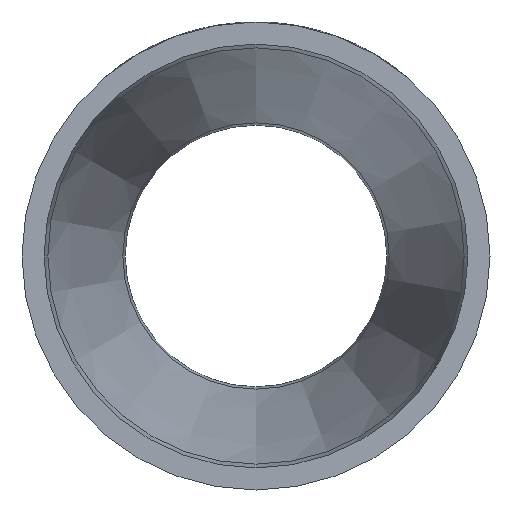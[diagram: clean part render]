
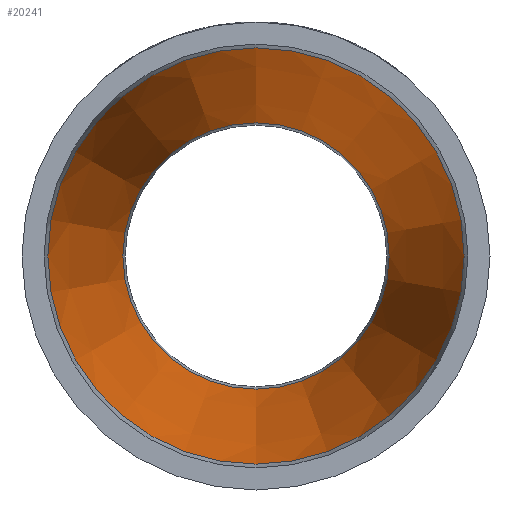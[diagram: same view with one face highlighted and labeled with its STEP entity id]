
A CAD part, front view. The second image highlights one B-rep face of the part: STEP entity #20241.
In plain terms, the highlighted conical face has half-angle 10.367 degrees and reference radius 18.857 mm.
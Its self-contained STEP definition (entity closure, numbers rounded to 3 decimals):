
#2136 = DIRECTION ( 'NONE',  ( 0., -1., 0. ) ) ;
#2585 = EDGE_CURVE ( 'NONE', #14860, #14860, #15806, .T. ) ;
#2915 = ORIENTED_EDGE ( 'NONE', *, *, #2585, .T. ) ;
#5633 = EDGE_CURVE ( 'NONE', #5749, #5749, #9738, .T. ) ;
#5749 = VERTEX_POINT ( 'NONE', #22249 ) ;
#6630 = DIRECTION ( 'NONE',  ( 0., -1., 0. ) ) ;
#6752 = DIRECTION ( 'NONE',  ( 0., -1., 0. ) ) ;
#7544 = EDGE_LOOP ( 'NONE', ( #8864 ) ) ;
#8864 = ORIENTED_EDGE ( 'NONE', *, *, #5633, .F. ) ;
#9048 = CONICAL_SURFACE ( 'NONE', #22376, 18.857, 0.181 ) ;
#9738 = CIRCLE ( 'NONE', #13152, 12.062 ) ;
#10237 = FACE_BOUND ( 'NONE', #7544, .T. ) ;
#12158 = FACE_OUTER_BOUND ( 'NONE', #21484, .T. ) ;
#13143 = CARTESIAN_POINT ( 'NONE',  ( 0., 41.763, 0. ) ) ;
#13152 = AXIS2_PLACEMENT_3D ( 'NONE', #13571, #6752, #23107 ) ;
#13571 = CARTESIAN_POINT ( 'NONE',  ( 0., 78.908, 0. ) ) ;
#14860 = VERTEX_POINT ( 'NONE', #22484 ) ;
#15806 = CIRCLE ( 'NONE', #19592, 18.857 ) ;
#19177 = DIRECTION ( 'NONE',  ( 0., 0., -1. ) ) ;
#19592 = AXIS2_PLACEMENT_3D ( 'NONE', #13143, #2136, #20740 ) ;
#20241 = ADVANCED_FACE ( 'NONE', ( #10237, #12158 ), #9048, .F. ) ;
#20740 = DIRECTION ( 'NONE',  ( 0., 0., -1. ) ) ;
#21484 = EDGE_LOOP ( 'NONE', ( #2915 ) ) ;
#22249 = CARTESIAN_POINT ( 'NONE',  ( 0., 78.908, -12.062 ) ) ;
#22376 = AXIS2_PLACEMENT_3D ( 'NONE', #22985, #6630, #19177 ) ;
#22484 = CARTESIAN_POINT ( 'NONE',  ( 0., 41.763, -18.857 ) ) ;
#22985 = CARTESIAN_POINT ( 'NONE',  ( 0., 41.763, 0. ) ) ;
#23107 = DIRECTION ( 'NONE',  ( 0., 0., -1. ) ) ;
